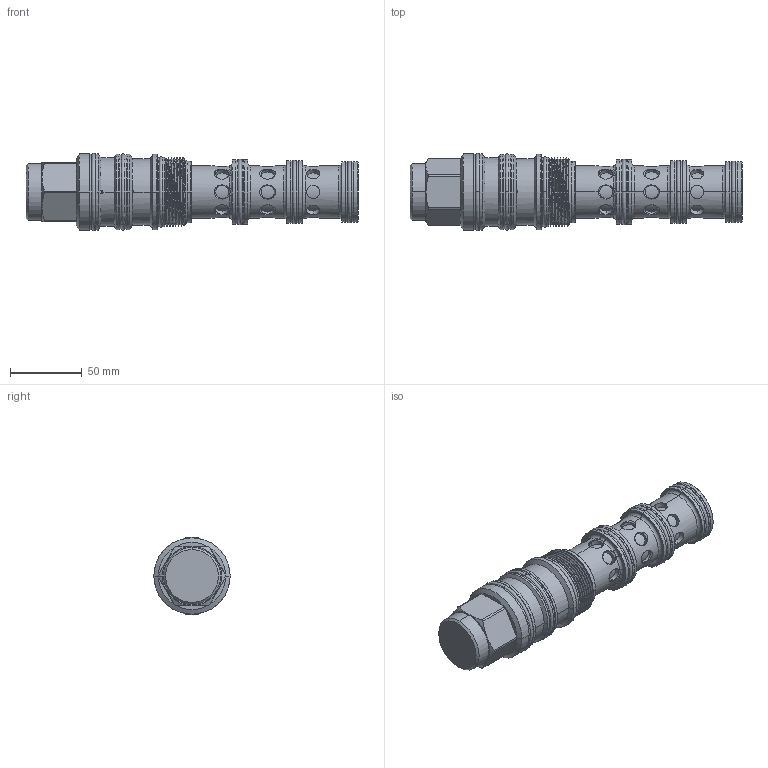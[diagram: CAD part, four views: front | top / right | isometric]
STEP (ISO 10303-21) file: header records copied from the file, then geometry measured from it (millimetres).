
FILE_DESCRIPTION (( 'STEP AP203' ), '1' );
FILE_NAME ('DC64A6E29N.STEP', '2024-05-24T03:29:55', ( '' ), ( '' ), 'SwSTEP 2.0', 'SolidWorks 2018', '' );
FILE_SCHEMA (( 'CONFIG_CONTROL_DESIGN' ));
Length unit declared in the file: millimetre
Products named in the file (1): DC64A6E29N
Bounding box: 231.42 x 53.83 x 53.83 mm (x, y, z)
Volume: 328970.9 mm3; surface area: 49328.5 mm2
Topology: 1 solids, 1 shells, 419 faces, 933 edges, 565 vertices
Faces by surface type: cylinder 230, cone 77, plane 58, torus 43, bspline 11
Entity records: 17978 total; most frequent: CARTESIAN_POINT 8846, DIRECTION 1914, ORIENTED_EDGE 1866, EDGE_CURVE 933, AXIS2_PLACEMENT_3D 815, VERTEX_POINT 565, EDGE_LOOP 472, ADVANCED_FACE 419
